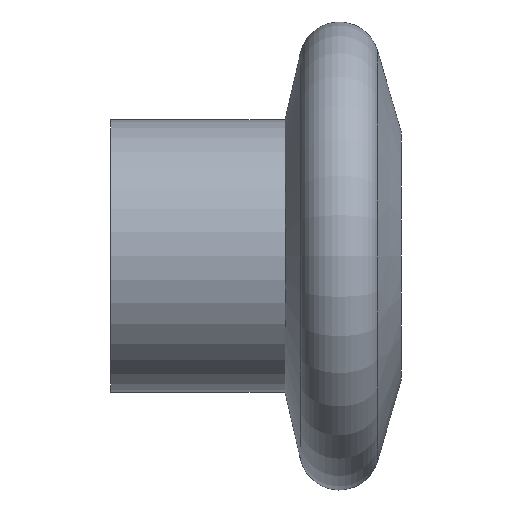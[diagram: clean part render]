
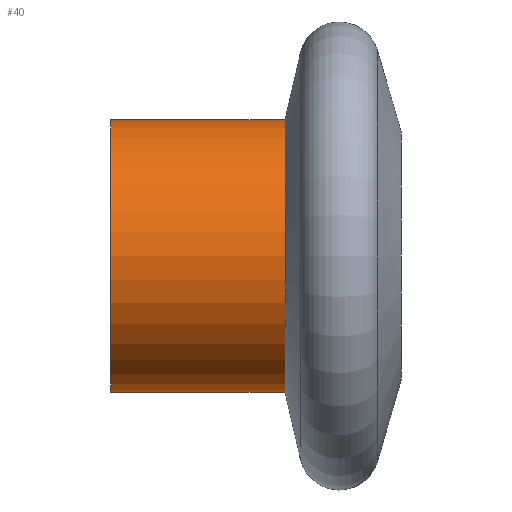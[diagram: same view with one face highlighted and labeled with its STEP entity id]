
A CAD part, left-side view. The second image highlights one B-rep face of the part: STEP entity #40.
In plain terms, the highlighted cylindrical face has radius 6.156 mm (diameter 12.311 mm), a partial arc.
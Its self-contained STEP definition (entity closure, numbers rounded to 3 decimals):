
#22 = ORIENTED_EDGE ( 'NONE', *, *, #58, .F. ) ;
#40 = ADVANCED_FACE ( 'NONE', ( #276 ), #124, .T. ) ;
#58 = EDGE_CURVE ( 'NONE', #94, #373, #389, .T. ) ;
#63 = CIRCLE ( 'NONE', #115, 6.156 ) ;
#74 = DIRECTION ( 'NONE',  ( 0., -1., 0. ) ) ;
#88 = VECTOR ( 'NONE', #298, 1000. ) ;
#94 = VERTEX_POINT ( 'NONE', #286 ) ;
#115 = AXIS2_PLACEMENT_3D ( 'NONE', #266, #149, #476 ) ;
#124 = CYLINDRICAL_SURFACE ( 'NONE', #537, 6.156 ) ;
#133 = ORIENTED_EDGE ( 'NONE', *, *, #166, .F. ) ;
#145 = VECTOR ( 'NONE', #472, 1000. ) ;
#146 = EDGE_LOOP ( 'NONE', ( #133, #330, #457, #22 ) ) ;
#149 = DIRECTION ( 'NONE',  ( 0., -1., 0. ) ) ;
#151 = CARTESIAN_POINT ( 'NONE',  ( -5.356, 7.621, -6.156 ) ) ;
#166 = EDGE_CURVE ( 'NONE', #289, #94, #387, .T. ) ;
#219 = LINE ( 'NONE', #151, #145 ) ;
#222 = AXIS2_PLACEMENT_3D ( 'NONE', #369, #405, #365 ) ;
#227 = CARTESIAN_POINT ( 'NONE',  ( -5.356, 0.113, -6.156 ) ) ;
#233 = DIRECTION ( 'NONE',  ( 0., 0., -1. ) ) ;
#245 = CARTESIAN_POINT ( 'NONE',  ( -5.356, 7.621, 6.156 ) ) ;
#257 = CARTESIAN_POINT ( 'NONE',  ( -5.356, 8., 6.156 ) ) ;
#266 = CARTESIAN_POINT ( 'NONE',  ( -5.356, 8., 0. ) ) ;
#275 = EDGE_CURVE ( 'NONE', #354, #373, #219, .T. ) ;
#276 = FACE_OUTER_BOUND ( 'NONE', #146, .T. ) ;
#286 = CARTESIAN_POINT ( 'NONE',  ( -5.356, 0.113, 6.156 ) ) ;
#289 = VERTEX_POINT ( 'NONE', #257 ) ;
#298 = DIRECTION ( 'NONE',  ( 0., -1., 0. ) ) ;
#327 = EDGE_CURVE ( 'NONE', #289, #354, #63, .T. ) ;
#330 = ORIENTED_EDGE ( 'NONE', *, *, #327, .T. ) ;
#354 = VERTEX_POINT ( 'NONE', #484 ) ;
#365 = DIRECTION ( 'NONE',  ( 0., 0., -1. ) ) ;
#369 = CARTESIAN_POINT ( 'NONE',  ( -5.356, 0.113, 0. ) ) ;
#373 = VERTEX_POINT ( 'NONE', #227 ) ;
#387 = LINE ( 'NONE', #245, #88 ) ;
#389 = CIRCLE ( 'NONE', #222, 6.156 ) ;
#405 = DIRECTION ( 'NONE',  ( 0., -1., 0. ) ) ;
#457 = ORIENTED_EDGE ( 'NONE', *, *, #275, .T. ) ;
#472 = DIRECTION ( 'NONE',  ( 0., -1., 0. ) ) ;
#476 = DIRECTION ( 'NONE',  ( 0., 0., -1. ) ) ;
#484 = CARTESIAN_POINT ( 'NONE',  ( -5.356, 8., -6.156 ) ) ;
#497 = CARTESIAN_POINT ( 'NONE',  ( -5.356, 7.621, 0. ) ) ;
#537 = AXIS2_PLACEMENT_3D ( 'NONE', #497, #74, #233 ) ;
